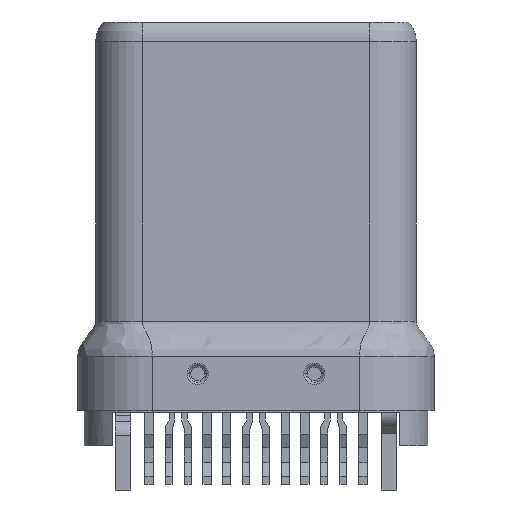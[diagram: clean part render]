
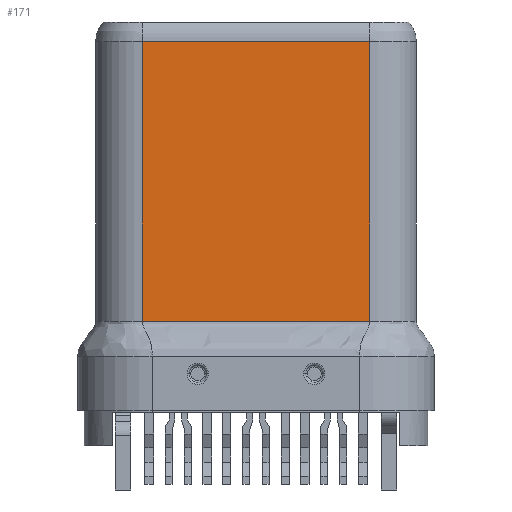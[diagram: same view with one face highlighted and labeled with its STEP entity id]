
A CAD part, front view. The second image highlights one B-rep face of the part: STEP entity #171.
In plain terms, the highlighted planar face has unit normal (0, -1, 0).
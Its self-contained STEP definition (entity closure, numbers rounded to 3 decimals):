
#171=ADVANCED_FACE('',(#949),#950,.F.);
#949=FACE_OUTER_BOUND('',#2421,.T.);
#950=PLANE('',#2422);
#2421=EDGE_LOOP('',(#4953,#4954,#4955,#4956));
#2422=AXIS2_PLACEMENT_3D('',#4957,#4958,#4959);
#4953=ORIENTED_EDGE('',*,*,#10512,.F.);
#4954=ORIENTED_EDGE('',*,*,#10498,.F.);
#4955=ORIENTED_EDGE('',*,*,#10513,.F.);
#4956=ORIENTED_EDGE('',*,*,#10502,.F.);
#4957=CARTESIAN_POINT('',(2.925,-1.2,0.0));
#4958=DIRECTION('',(-0.0,1.0,0.0));
#4959=DIRECTION('',(1.0,0.0,0.0));
#10498=EDGE_CURVE('',#12406,#12408,#12409,.T.);
#10502=EDGE_CURVE('',#12414,#12416,#12417,.T.);
#10512=EDGE_CURVE('',#12408,#12414,#12431,.T.);
#10513=EDGE_CURVE('',#12416,#12406,#12432,.T.);
#12406=VERTEX_POINT('',#15339);
#12408=VERTEX_POINT('',#15341);
#12409=LINE('',#15342,#15343);
#12414=VERTEX_POINT('',#15349);
#12416=VERTEX_POINT('',#15351);
#12417=LINE('',#15352,#15353);
#12431=B_SPLINE_CURVE_WITH_KNOTS('',3,(#15385,#15386,#15387,#15388,#15389,#15390,#15391,#15392,#15393,#15394,#15395,#15396,#15397,#15398,#15399,#15400),.UNSPECIFIED.,.F.,.F.,(4,1,1,1,1,1,1,1,1,1,1,1,1,4),(0.0,0.062,0.125,0.187,0.25,0.344,0.437,0.531,0.625,0.719,0.812,0.906,0.953,1.0),.UNSPECIFIED.);
#12432=LINE('',#15401,#15402);
#15339=CARTESIAN_POINT('',(2.925,-1.2,7.2));
#15341=CARTESIAN_POINT('',(2.925,-1.2,0.0));
#15342=CARTESIAN_POINT('',(2.925,-1.2,7.2));
#15343=VECTOR('',#19928,7.2);
#15349=CARTESIAN_POINT('',(-2.925,-1.2,0.));
#15351=CARTESIAN_POINT('',(-2.925,-1.2,7.2));
#15352=CARTESIAN_POINT('',(-2.925,-1.2,0.));
#15353=VECTOR('',#19936,7.2);
#15385=CARTESIAN_POINT('',(2.925,-1.2,0.));
#15386=CARTESIAN_POINT('',(2.82,-1.2,0.));
#15387=CARTESIAN_POINT('',(2.605,-1.2,0.));
#15388=CARTESIAN_POINT('',(2.264,-1.2,0.));
#15389=CARTESIAN_POINT('',(1.909,-1.2,0.));
#15390=CARTESIAN_POINT('',(1.481,-1.2,0.));
#15391=CARTESIAN_POINT('',(0.975,-1.2,0.));
#15392=CARTESIAN_POINT('',(0.392,-1.2,0.));
#15393=CARTESIAN_POINT('',(-0.196,-1.2,0.));
#15394=CARTESIAN_POINT('',(-0.782,-1.2,0.));
#15395=CARTESIAN_POINT('',(-1.356,-1.2,0.));
#15396=CARTESIAN_POINT('',(-1.912,-1.2,0.));
#15397=CARTESIAN_POINT('',(-2.352,-1.2,0.));
#15398=CARTESIAN_POINT('',(-2.686,-1.2,0.));
#15399=CARTESIAN_POINT('',(-2.847,-1.2,0.));
#15400=CARTESIAN_POINT('',(-2.925,-1.2,0.));
#15401=CARTESIAN_POINT('',(-2.925,-1.2,7.2));
#15402=VECTOR('',#19955,5.85);
#19928=DIRECTION('',(0.,0.0,-1.0));
#19936=DIRECTION('',(0.,0.,1.0));
#19955=DIRECTION('',(1.0,0.,0.));
